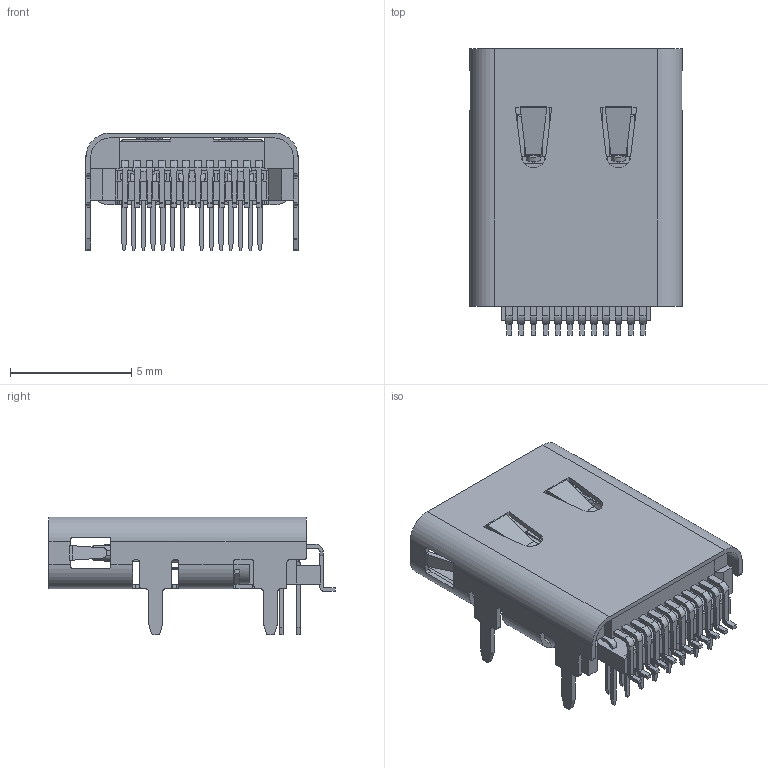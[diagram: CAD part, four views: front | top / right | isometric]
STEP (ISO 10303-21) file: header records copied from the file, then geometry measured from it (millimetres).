
FILE_DESCRIPTION(('FreeCAD Model'),'2;1');
FILE_NAME('Open CASCADE Shape Model','2022-02-16T16:38:16',('Author'),( ''),'Open CASCADE STEP processor 7.5','FreeCAD','Unknown');
FILE_SCHEMA(('AUTOMOTIVE_DESIGN { 1 0 10303 214 1 1 1 1 }'));
Products named in the file (1): Body
Bounding box: 8.74 x 11.79 x 4.86 mm (x, y, z)
Volume: 122.2 mm3; surface area: 857.6 mm2
Topology: 1 solids, 3 shells, 2009 faces, 5967 edges, 3819 vertices
Faces by surface type: plane 1598, cylinder 311, bspline 76, torus 24
Full cylindrical faces by diameter (mm): 0.4 x2
Entity records: 75698 total; most frequent: CARTESIAN_POINT 22066, ORIENTED_EDGE 11946, DIRECTION 10162, EDGE_CURVE 5967, LINE 4872, VECTOR 4872, VERTEX_POINT 3819, AXIS2_PLACEMENT_3D 2645
